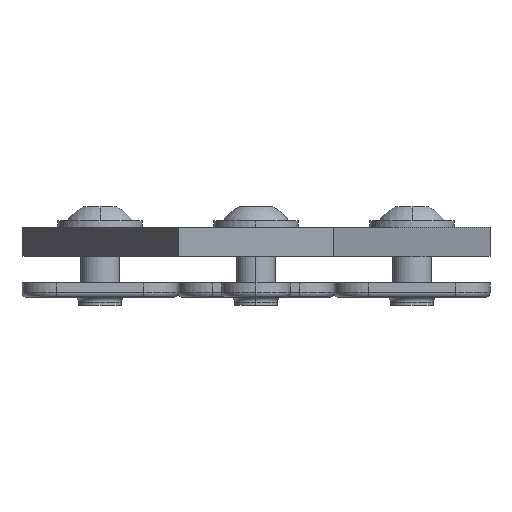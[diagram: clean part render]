
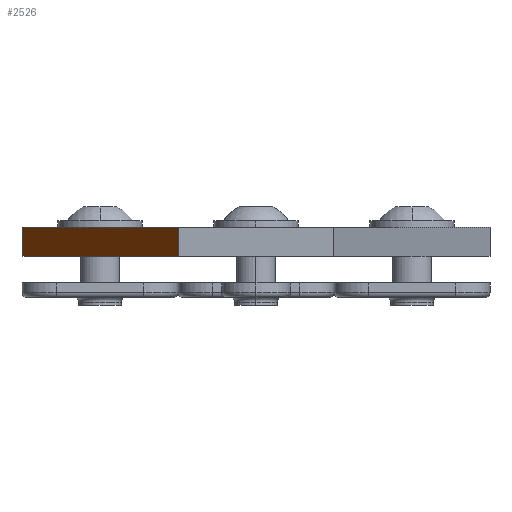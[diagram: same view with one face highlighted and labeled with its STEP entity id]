
A CAD part, left-side view. The second image highlights one B-rep face of the part: STEP entity #2526.
In plain terms, the highlighted planar face has unit normal (-0.447, 0.894, 0).
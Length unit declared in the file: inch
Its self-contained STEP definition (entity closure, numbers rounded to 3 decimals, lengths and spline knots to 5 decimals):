
#97 = VERTEX_POINT ( 'NONE', #1108 ) ;
#117 = EDGE_CURVE ( 'NONE', #97, #184, #1209, .T. ) ;
#184 = VERTEX_POINT ( 'NONE', #479 ) ;
#189 = ORIENTED_EDGE ( 'NONE', *, *, #117, .T. ) ;
#225 = EDGE_CURVE ( 'NONE', #97, #282, #795, .T. ) ;
#249 = ORIENTED_EDGE ( 'NONE', *, *, #225, .F. ) ;
#282 = VERTEX_POINT ( 'NONE', #1217 ) ;
#302 = EDGE_CURVE ( 'NONE', #282, #369, #1341, .T. ) ;
#329 = ORIENTED_EDGE ( 'NONE', *, *, #302, .F. ) ;
#369 = VERTEX_POINT ( 'NONE', #587 ) ;
#381 = EDGE_CURVE ( 'NONE', #184, #369, #673, .T. ) ;
#479 = CARTESIAN_POINT ( 'NONE',  ( 2., 3., 0. ) ) ;
#587 = CARTESIAN_POINT ( 'NONE',  ( 0., 2., 0. ) ) ;
#673 = LINE ( 'NONE', #674, #675 ) ;
#674 = CARTESIAN_POINT ( 'NONE',  ( 2., 3., 0. ) ) ;
#675 = VECTOR ( 'NONE', #676, 39.37008 ) ;
#676 = DIRECTION ( 'NONE',  ( -0.894, -0.447, 0. ) ) ;
#795 = LINE ( 'NONE', #796, #797 ) ;
#796 = CARTESIAN_POINT ( 'NONE',  ( 2., 3., 0.188 ) ) ;
#797 = VECTOR ( 'NONE', #798, 39.37008 ) ;
#798 = DIRECTION ( 'NONE',  ( -0.894, -0.447, 0. ) ) ;
#1108 = CARTESIAN_POINT ( 'NONE',  ( 2., 3., 0.188 ) ) ;
#1209 = LINE ( 'NONE', #1210, #1211 ) ;
#1210 = CARTESIAN_POINT ( 'NONE',  ( 2., 3., 0.188 ) ) ;
#1211 = VECTOR ( 'NONE', #1212, 39.37008 ) ;
#1212 = DIRECTION ( 'NONE',  ( 0., 0., -1. ) ) ;
#1217 = CARTESIAN_POINT ( 'NONE',  ( 0., 2., 0.188 ) ) ;
#1341 = LINE ( 'NONE', #1345, #1346 ) ;
#1345 = CARTESIAN_POINT ( 'NONE',  ( 0., 2., 0.188 ) ) ;
#1346 = VECTOR ( 'NONE', #1347, 39.37008 ) ;
#1347 = DIRECTION ( 'NONE',  ( 0., 0., -1. ) ) ;
#1380 = FACE_OUTER_BOUND ( 'NONE', #2512, .T. ) ;
#1381 = PLANE ( 'NONE',  #1382 ) ;
#1382 = AXIS2_PLACEMENT_3D ( 'NONE', #1383, #1384, #1385 ) ;
#1383 = CARTESIAN_POINT ( 'NONE',  ( 2., 3., 0.188 ) ) ;
#1384 = DIRECTION ( 'NONE',  ( 0.447, -0.894, 0. ) ) ;
#1385 = DIRECTION ( 'NONE',  ( 0.894, 0.447, 0. ) ) ;
#2477 = ORIENTED_EDGE ( 'NONE', *, *, #381, .T. ) ;
#2512 = EDGE_LOOP ( 'NONE', ( #2477, #329, #249, #189 ) ) ;
#2526 = ADVANCED_FACE ( 'NONE', ( #1380 ), #1381, .F. ) ;
